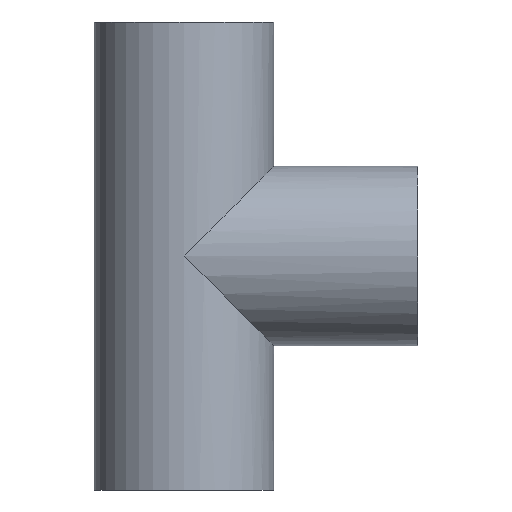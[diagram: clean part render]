
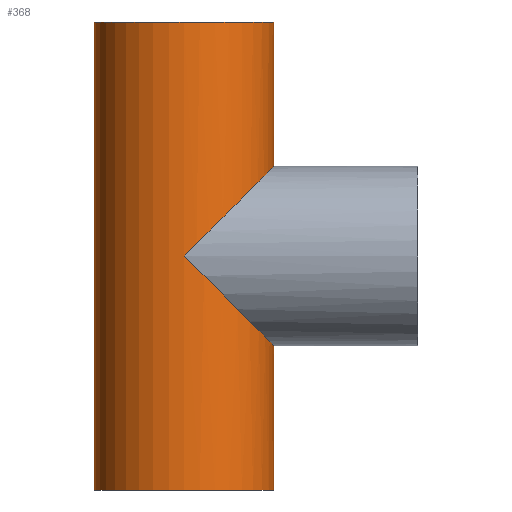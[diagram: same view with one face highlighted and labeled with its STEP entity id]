
A CAD part, front view. The second image highlights one B-rep face of the part: STEP entity #368.
In plain terms, the highlighted cylindrical face has radius 80 mm (diameter 160 mm), a partial arc.
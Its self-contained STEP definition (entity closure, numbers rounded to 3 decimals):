
#6 = EDGE_CURVE ( 'NONE', #316, #240, #327, .T. ) ;
#7 = LINE ( 'NONE', #184, #170 ) ;
#24 = CARTESIAN_POINT ( 'NONE',  ( 80., 0., 80. ) ) ;
#25 = ORIENTED_EDGE ( 'NONE', *, *, #52, .T. ) ;
#27 = CARTESIAN_POINT ( 'NONE',  ( 0., -80., 0. ) ) ;
#39 = CYLINDRICAL_SURFACE ( 'NONE', #353, 80. ) ;
#40 = CARTESIAN_POINT ( 'NONE',  ( 46.863, -80., -46.863 ) ) ;
#45 = ORIENTED_EDGE ( 'NONE', *, *, #413, .F. ) ;
#51 = EDGE_CURVE ( 'NONE', #269, #232, #120, .T. ) ;
#52 = EDGE_CURVE ( 'NONE', #232, #185, #218, .T. ) ;
#65 = VERTEX_POINT ( 'NONE', #406 ) ;
#77 = AXIS2_PLACEMENT_3D ( 'NONE', #155, #371, #192 ) ;
#107 = CARTESIAN_POINT ( 'NONE',  ( 80., -46.863, -80. ) ) ;
#120 = LINE ( 'NONE', #334, #332 ) ;
#137 = CARTESIAN_POINT ( 'NONE',  ( 80., 0., 208.5 ) ) ;
#138 = CARTESIAN_POINT ( 'NONE',  ( 0., 0., 208.5 ) ) ;
#140 = CARTESIAN_POINT ( 'NONE',  ( 80., -46.863, 80. ) ) ;
#142 = ORIENTED_EDGE ( 'NONE', *, *, #287, .F. ) ;
#143 = DIRECTION ( 'NONE',  ( 0., 0., -1. ) ) ;
#146 =( BOUNDED_CURVE ( )  B_SPLINE_CURVE ( 3, ( #24, #140, #351, #27 ),
 .UNSPECIFIED., .F., .T. ) 
 B_SPLINE_CURVE_WITH_KNOTS ( ( 4, 4 ),
 ( 3.142, 4.712 ),
 .UNSPECIFIED. ) 
 CURVE ( )  GEOMETRIC_REPRESENTATION_ITEM ( )  RATIONAL_B_SPLINE_CURVE ( ( 1., 0.805, 0.805, 1. ) ) 
 REPRESENTATION_ITEM ( '' )  );
#149 = CARTESIAN_POINT ( 'NONE',  ( 80., 0., -80. ) ) ;
#155 = CARTESIAN_POINT ( 'NONE',  ( 0., 0., -208.5 ) ) ;
#158 = DIRECTION ( 'NONE',  ( 0., 0., -1. ) ) ;
#164 = DIRECTION ( 'NONE',  ( 1., 0., 0. ) ) ;
#170 = VECTOR ( 'NONE', #290, 1000. ) ;
#181 = FACE_OUTER_BOUND ( 'NONE', #293, .T. ) ;
#183 = CARTESIAN_POINT ( 'NONE',  ( 0., 0., 208.5 ) ) ;
#184 = CARTESIAN_POINT ( 'NONE',  ( 80., 0., 208.5 ) ) ;
#185 = VERTEX_POINT ( 'NONE', #402 ) ;
#192 = DIRECTION ( 'NONE',  ( 1., 0., 0. ) ) ;
#193 =( BOUNDED_CURVE ( )  B_SPLINE_CURVE ( 3, ( #429, #40, #107, #149 ),
 .UNSPECIFIED., .F., .T. ) 
 B_SPLINE_CURVE_WITH_KNOTS ( ( 4, 4 ),
 ( 4.712, 6.283 ),
 .UNSPECIFIED. ) 
 CURVE ( )  GEOMETRIC_REPRESENTATION_ITEM ( )  RATIONAL_B_SPLINE_CURVE ( ( 1., 0.805, 0.805, 1. ) ) 
 REPRESENTATION_ITEM ( '' )  );
#200 = ORIENTED_EDGE ( 'NONE', *, *, #249, .F. ) ;
#211 = DIRECTION ( 'NONE',  ( 0., 0., 1. ) ) ;
#218 = CIRCLE ( 'NONE', #77, 80. ) ;
#230 = ORIENTED_EDGE ( 'NONE', *, *, #51, .T. ) ;
#232 = VERTEX_POINT ( 'NONE', #354 ) ;
#240 = VERTEX_POINT ( 'NONE', #392 ) ;
#242 = ORIENTED_EDGE ( 'NONE', *, *, #384, .F. ) ;
#245 = VERTEX_POINT ( 'NONE', #273 ) ;
#249 = EDGE_CURVE ( 'NONE', #269, #316, #319, .T. ) ;
#250 = VECTOR ( 'NONE', #278, 1000. ) ;
#269 = VERTEX_POINT ( 'NONE', #420 ) ;
#273 = CARTESIAN_POINT ( 'NONE',  ( 80., 0., -80. ) ) ;
#278 = DIRECTION ( 'NONE',  ( 0., 0., -1. ) ) ;
#285 = AXIS2_PLACEMENT_3D ( 'NONE', #138, #211, #164 ) ;
#287 = EDGE_CURVE ( 'NONE', #240, #65, #146, .T. ) ;
#290 = DIRECTION ( 'NONE',  ( 0., 0., -1. ) ) ;
#293 = EDGE_LOOP ( 'NONE', ( #382, #200, #230, #25, #45, #242, #142 ) ) ;
#316 = VERTEX_POINT ( 'NONE', #342 ) ;
#319 = CIRCLE ( 'NONE', #285, 80. ) ;
#321 = DIRECTION ( 'NONE',  ( -1., 0., 0. ) ) ;
#327 = LINE ( 'NONE', #137, #250 ) ;
#332 = VECTOR ( 'NONE', #158, 1000. ) ;
#334 = CARTESIAN_POINT ( 'NONE',  ( -80., 0., 208.5 ) ) ;
#342 = CARTESIAN_POINT ( 'NONE',  ( 80., 0., 208.5 ) ) ;
#351 = CARTESIAN_POINT ( 'NONE',  ( 46.863, -80., 46.863 ) ) ;
#353 = AXIS2_PLACEMENT_3D ( 'NONE', #183, #143, #321 ) ;
#354 = CARTESIAN_POINT ( 'NONE',  ( -80., 0., -208.5 ) ) ;
#368 = ADVANCED_FACE ( 'NONE', ( #181 ), #39, .T. ) ;
#371 = DIRECTION ( 'NONE',  ( 0., 0., 1. ) ) ;
#382 = ORIENTED_EDGE ( 'NONE', *, *, #6, .F. ) ;
#384 = EDGE_CURVE ( 'NONE', #65, #245, #193, .T. ) ;
#392 = CARTESIAN_POINT ( 'NONE',  ( 80., 0., 80. ) ) ;
#402 = CARTESIAN_POINT ( 'NONE',  ( 80., 0., -208.5 ) ) ;
#406 = CARTESIAN_POINT ( 'NONE',  ( 0., -80., 0. ) ) ;
#413 = EDGE_CURVE ( 'NONE', #245, #185, #7, .T. ) ;
#420 = CARTESIAN_POINT ( 'NONE',  ( -80., 0., 208.5 ) ) ;
#429 = CARTESIAN_POINT ( 'NONE',  ( 0., -80., 0. ) ) ;
